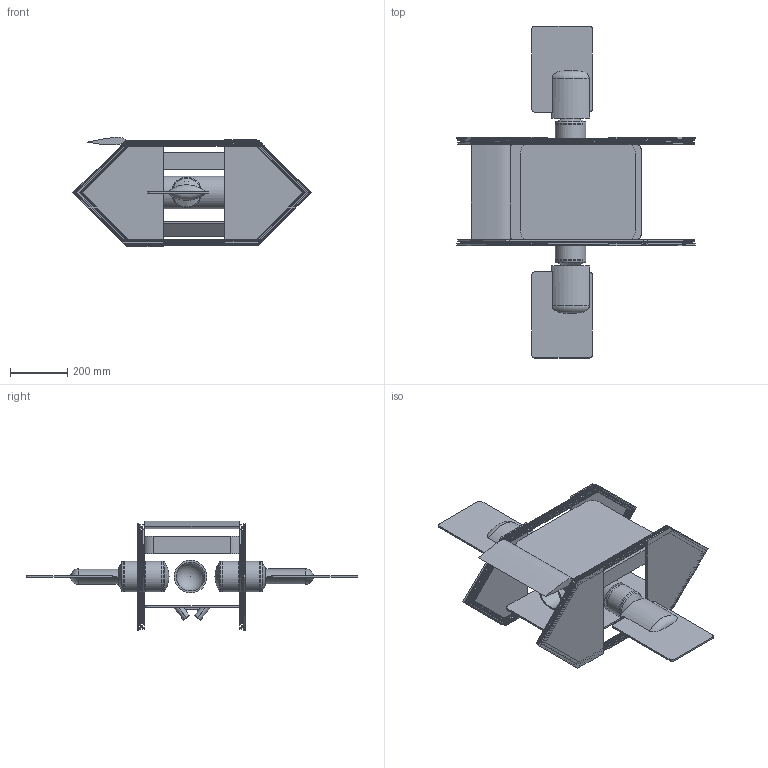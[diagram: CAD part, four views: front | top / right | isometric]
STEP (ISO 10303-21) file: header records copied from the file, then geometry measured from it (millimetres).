
FILE_DESCRIPTION(/* description */ (''),/* implementation_level */ '2;1');
FILE_NAME(/* name */ 'assembly2.step',/* time_stamp */ '2021-07-08T08:35:58+02:00',/* author */ (''),/* organization */ (''),/* preprocessor_version */ 'ST-DEVELOPER v18.1',/* originating_system */ 'Autodesk Translation Framework v10.9.0.1377',/* authorisation */ '');
FILE_SCHEMA (('AUTOMOTIVE_DESIGN { 1 0 10303 214 3 1 1 }'));
Length unit declared in the file: millimetre
Products named in the file (12): assembly2; 1011 - Side Scan Sonar; assembly 2; 1005 - Wing_1; 1006 - WIng_bracket; 1009 - End_cap; 1008 - Motor_tube; 1007 - Pontoon; 1004 - Bulb; 1003 - Electronics_tube; 1002 - 250mm_alu_profile; 1001 - 500mm_alu_profile
Assembly tree (30 placements, depth 2):
  assembly2
    1011 - Side Scan Sonar
    assembly 2  x4
    1005 - Wing_1  x2
    1006 - WIng_bracket  x2
    1009 - End_cap  x4
    1008 - Motor_tube  x2
    1007 - Pontoon
    1004 - Bulb
    1003 - Electronics_tube
    1002 - 250mm_alu_profile  x8
    1001 - 500mm_alu_profile  x4
Bounding box: 830.03 x 1156 x 381.49 mm (x, y, z)
Volume: 17553105.2 mm3; surface area: 3277277.4 mm2
Topology: 37 solids, 37 shells, 819 faces, 2227 edges, 1471 vertices
Faces by surface type: plane 675, cylinder 120, torus 12, bspline 10, sphere 2
Full cylindrical faces by diameter (mm): 4.3 x12, 7 x4, 20 x2, 80 x2, 90 x10, 100 x1, 106 x8, 113.5 x1
Entity records: 8033 total; most frequent: CARTESIAN_POINT 1623, DIRECTION 1272, ORIENTED_EDGE 1212, EDGE_CURVE 606, LINE 484, VECTOR 484, VERTEX_POINT 401, AXIS2_PLACEMENT_3D 394
